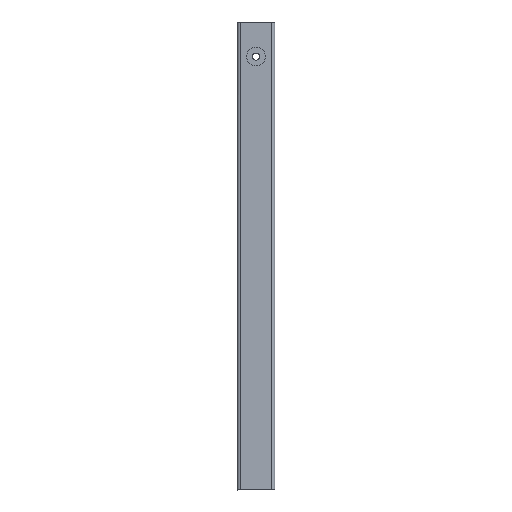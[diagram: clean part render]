
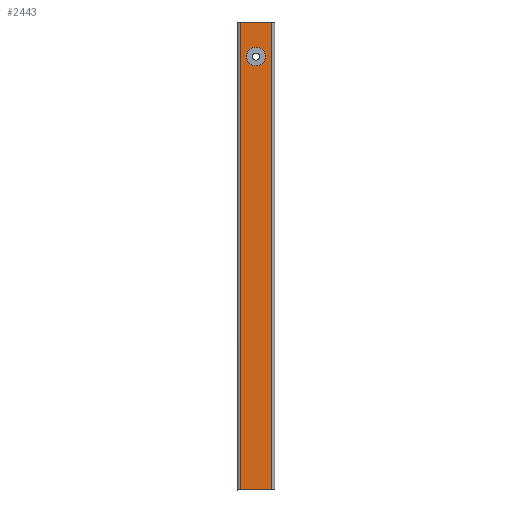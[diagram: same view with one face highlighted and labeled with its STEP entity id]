
A CAD part, left-side view. The second image highlights one B-rep face of the part: STEP entity #2443.
In plain terms, the highlighted planar face has unit normal (-1, 0, 0).
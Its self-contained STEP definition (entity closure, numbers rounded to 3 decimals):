
#68=DIRECTION('',(0.,-1.,0.));
#69=VECTOR('',#68,34.);
#70=CARTESIAN_POINT('',(-57.5,17.,0.));
#71=LINE('',#70,#69);
#273=DIRECTION('',(0.,-1.,0.));
#274=VECTOR('',#273,34.);
#275=CARTESIAN_POINT('',(-57.5,17.,500.));
#276=LINE('',#275,#274);
#614=DIRECTION('',(0.,0.,-1.));
#615=VECTOR('',#614,500.);
#616=CARTESIAN_POINT('',(-57.5,17.,500.));
#617=LINE('',#616,#615);
#618=DIRECTION('',(0.,0.,-1.));
#619=VECTOR('',#618,500.);
#620=CARTESIAN_POINT('',(-57.5,-17.,500.));
#621=LINE('',#620,#619);
#622=CARTESIAN_POINT('',(-57.5,0.,463.));
#623=DIRECTION('',(-1.,0.,0.));
#624=DIRECTION('',(0.,0.,1.));
#625=AXIS2_PLACEMENT_3D('',#622,#623,#624);
#627=CARTESIAN_POINT('',(-57.5,0.,463.));
#628=DIRECTION('',(-1.,0.,0.));
#629=DIRECTION('',(0.,0.,-1.));
#630=AXIS2_PLACEMENT_3D('',#627,#628,#629);
#1443=CARTESIAN_POINT('',(-57.5,17.,0.));
#1445=VERTEX_POINT('',#1443);
#1447=CARTESIAN_POINT('',(-57.5,17.,500.));
#1448=VERTEX_POINT('',#1447);
#1450=CARTESIAN_POINT('',(-57.5,-17.,0.));
#1452=VERTEX_POINT('',#1450);
#1453=CARTESIAN_POINT('',(-57.5,-17.,500.));
#1454=VERTEX_POINT('',#1453);
#1800=CARTESIAN_POINT('',(-57.5,0.,473.));
#1801=CARTESIAN_POINT('',(-57.5,0.,453.));
#1802=VERTEX_POINT('',#1800);
#1803=VERTEX_POINT('',#1801);
#2425=CARTESIAN_POINT('',(-57.5,20.,0.));
#2426=DIRECTION('',(-1.,0.,0.));
#2427=DIRECTION('',(0.,-1.,0.));
#2428=AXIS2_PLACEMENT_3D('',#2425,#2426,#2427);
#2429=PLANE('',#2428);
#2431=ORIENTED_EDGE('',*,*,#2430,.F.);
#2432=ORIENTED_EDGE('',*,*,#2034,.T.);
#2434=ORIENTED_EDGE('',*,*,#2433,.T.);
#2435=ORIENTED_EDGE('',*,*,#1857,.F.);
#2436=EDGE_LOOP('',(#2431,#2432,#2434,#2435));
#2437=FACE_OUTER_BOUND('',#2436,.F.);
#2438=ORIENTED_EDGE('',*,*,#2415,.T.);
#2440=ORIENTED_EDGE('',*,*,#2439,.T.);
#2441=EDGE_LOOP('',(#2438,#2440));
#2442=FACE_BOUND('',#2441,.F.);
#2443=ADVANCED_FACE('',(#2437,#2442),#2429,.T.);
#626=CIRCLE('',#625,10.);
#631=CIRCLE('',#630,10.);
#1857=EDGE_CURVE('',#1445,#1452,#71,.T.);
#2034=EDGE_CURVE('',#1448,#1454,#276,.T.);
#2415=EDGE_CURVE('',#1802,#1803,#626,.T.);
#2430=EDGE_CURVE('',#1448,#1445,#617,.T.);
#2433=EDGE_CURVE('',#1454,#1452,#621,.T.);
#2439=EDGE_CURVE('',#1803,#1802,#631,.T.);
